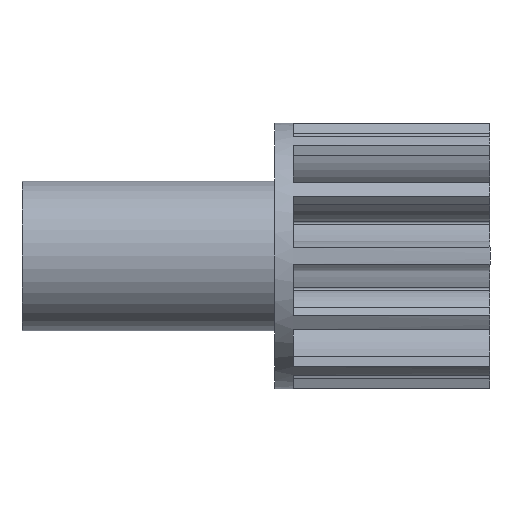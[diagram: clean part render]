
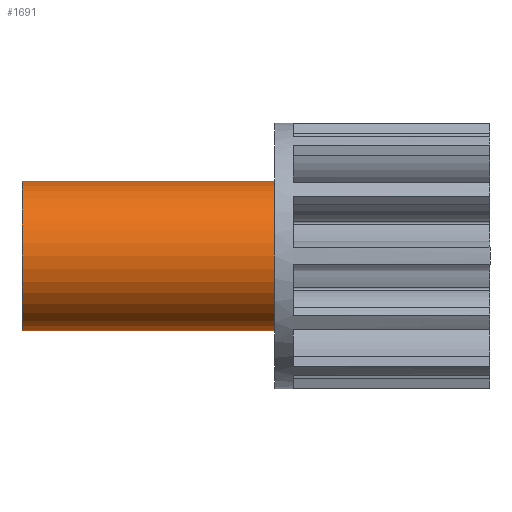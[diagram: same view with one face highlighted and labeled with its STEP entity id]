
A CAD part, left-side view. The second image highlights one B-rep face of the part: STEP entity #1691.
In plain terms, the highlighted cylindrical face has radius 8 mm (diameter 16 mm), a partial arc.
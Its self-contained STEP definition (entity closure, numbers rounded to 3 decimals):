
#13 = CARTESIAN_POINT ( 'NONE',  ( 0., -13., 0. ) ) ;
#55 = DIRECTION ( 'NONE',  ( 0., 0., 1. ) ) ;
#308 = CARTESIAN_POINT ( 'NONE',  ( 0., 12.5, 0. ) ) ;
#478 = FACE_OUTER_BOUND ( 'NONE', #1075, .T. ) ;
#489 = VERTEX_POINT ( 'NONE', #2172 ) ;
#592 = AXIS2_PLACEMENT_3D ( 'NONE', #13, #2638, #2357 ) ;
#737 = VERTEX_POINT ( 'NONE', #2272 ) ;
#1027 = CARTESIAN_POINT ( 'NONE',  ( 0., -13., 8. ) ) ;
#1075 = EDGE_LOOP ( 'NONE', ( #1964, #3298, #1678, #3617 ) ) ;
#1289 = CARTESIAN_POINT ( 'NONE',  ( 0., 12.5, 8. ) ) ;
#1474 = EDGE_CURVE ( 'NONE', #3149, #489, #2333, .T. ) ;
#1574 = DIRECTION ( 'NONE',  ( 0., 1., 0. ) ) ;
#1678 = ORIENTED_EDGE ( 'NONE', *, *, #1474, .T. ) ;
#1691 = ADVANCED_FACE ( 'NONE', ( #478 ), #3209, .T. ) ;
#1706 = EDGE_CURVE ( 'NONE', #737, #3241, #3028, .T. ) ;
#1780 = DIRECTION ( 'NONE',  ( 0., 0., 1. ) ) ;
#1877 = EDGE_CURVE ( 'NONE', #3241, #3149, #3391, .T. ) ;
#1964 = ORIENTED_EDGE ( 'NONE', *, *, #1706, .T. ) ;
#2112 = CARTESIAN_POINT ( 'NONE',  ( 0., 39.5, 0. ) ) ;
#2135 = EDGE_CURVE ( 'NONE', #737, #489, #3760, .T. ) ;
#2172 = CARTESIAN_POINT ( 'NONE',  ( 0., 39.5, -8. ) ) ;
#2272 = CARTESIAN_POINT ( 'NONE',  ( 0., 12.5, -8. ) ) ;
#2333 = CIRCLE ( 'NONE', #2884, 8. ) ;
#2357 = DIRECTION ( 'NONE',  ( 0., 0., -1. ) ) ;
#2426 = CARTESIAN_POINT ( 'NONE',  ( 0., -13., -8. ) ) ;
#2638 = DIRECTION ( 'NONE',  ( 0., 1., 0. ) ) ;
#2884 = AXIS2_PLACEMENT_3D ( 'NONE', #2112, #3602, #55 ) ;
#2885 = VECTOR ( 'NONE', #3700, 1000. ) ;
#3028 = CIRCLE ( 'NONE', #3758, 8. ) ;
#3149 = VERTEX_POINT ( 'NONE', #3597 ) ;
#3209 = CYLINDRICAL_SURFACE ( 'NONE', #592, 8. ) ;
#3241 = VERTEX_POINT ( 'NONE', #1289 ) ;
#3298 = ORIENTED_EDGE ( 'NONE', *, *, #1877, .T. ) ;
#3391 = LINE ( 'NONE', #1027, #2885 ) ;
#3571 = DIRECTION ( 'NONE',  ( 0., 1., 0. ) ) ;
#3597 = CARTESIAN_POINT ( 'NONE',  ( 0., 39.5, 8. ) ) ;
#3602 = DIRECTION ( 'NONE',  ( 0., -1., 0. ) ) ;
#3617 = ORIENTED_EDGE ( 'NONE', *, *, #2135, .F. ) ;
#3672 = VECTOR ( 'NONE', #1574, 1000. ) ;
#3700 = DIRECTION ( 'NONE',  ( 0., 1., 0. ) ) ;
#3758 = AXIS2_PLACEMENT_3D ( 'NONE', #308, #3571, #1780 ) ;
#3760 = LINE ( 'NONE', #2426, #3672 ) ;
